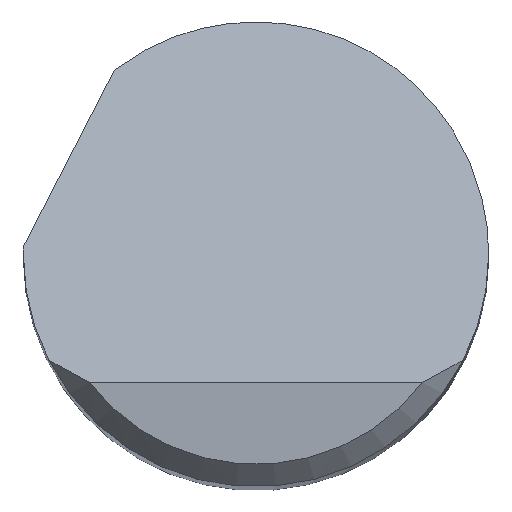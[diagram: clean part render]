
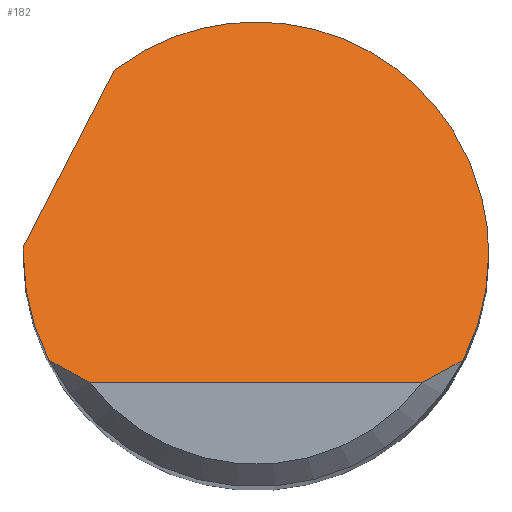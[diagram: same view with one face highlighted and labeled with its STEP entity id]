
A CAD part, top view. The second image highlights one B-rep face of the part: STEP entity #182.
In plain terms, the highlighted planar face has unit normal (0, 0.707, 0.707).
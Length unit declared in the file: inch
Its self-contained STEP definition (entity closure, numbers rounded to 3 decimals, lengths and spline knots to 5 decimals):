
#21 = ORIENTED_EDGE ( 'NONE', *, *, #79, .T. ) ;
#46 = CARTESIAN_POINT ( 'NONE',  ( 0.11186, -0.08625, 2. ) ) ;
#47 = EDGE_CURVE ( 'NONE', #683, #71, #523, .T. ) ;
#59 = EDGE_CURVE ( 'NONE', #71, #149, #698, .T. ) ;
#69 =( BOUNDED_CURVE ( )  B_SPLINE_CURVE ( 3, ( #592, #646, #195, #526 ),
 .UNSPECIFIED., .F., .F. ) 
 B_SPLINE_CURVE_WITH_KNOTS ( ( 4, 4 ),
 ( 4.23889, 4.71239 ),
 .UNSPECIFIED. ) 
 CURVE ( )  GEOMETRIC_REPRESENTATION_ITEM ( )  RATIONAL_B_SPLINE_CURVE ( ( 1., 0.981, 0.981, 1. ) ) 
 REPRESENTATION_ITEM ( '' )  );
#71 = VERTEX_POINT ( 'NONE', #308 ) ;
#79 = EDGE_CURVE ( 'NONE', #149, #693, #625, .T. ) ;
#83 = CARTESIAN_POINT ( 'NONE',  ( 0., -0.08625, 2. ) ) ;
#86 = EDGE_CURVE ( 'NONE', #486, #113, #266, .T. ) ;
#90 = CARTESIAN_POINT ( 'NONE',  ( 0.15625, 0.1488, 1.76495 ) ) ;
#93 = CARTESIAN_POINT ( 'NONE',  ( 0.13906, -0.07125, 1.985 ) ) ;
#113 = VERTEX_POINT ( 'NONE', #663 ) ;
#115 = VECTOR ( 'NONE', #363, 39.37008 ) ;
#118 = LINE ( 'NONE', #343, #208 ) ;
#119 = ORIENTED_EDGE ( 'NONE', *, *, #47, .T. ) ;
#149 = VERTEX_POINT ( 'NONE', #715 ) ;
#158 = CARTESIAN_POINT ( 'NONE',  ( -0.15625, -0.08625, 2. ) ) ;
#164 = CARTESIAN_POINT ( 'NONE',  ( 0.13906, -0.07125, 1.985 ) ) ;
#171 = CARTESIAN_POINT ( 'NONE',  ( -0.15625, 0., 1.91375 ) ) ;
#181 = DIRECTION ( 'NONE',  ( 0.341, 0.665, -0.665 ) ) ;
#182 = ADVANCED_FACE ( 'NONE', ( #437 ), #667, .F. ) ;
#194 = CARTESIAN_POINT ( 'NONE',  ( -0.13906, -0.07125, 1.985 ) ) ;
#195 = CARTESIAN_POINT ( 'NONE',  ( -0.15625, -0.02489, 1.93864 ) ) ;
#204 = EDGE_LOOP ( 'NONE', ( #525, #21, #676, #237, #284, #338, #249, #119 ) ) ;
#208 = VECTOR ( 'NONE', #181, 39.37008 ) ;
#215 = CARTESIAN_POINT ( 'NONE',  ( -0.15617, 0.005, 1.90875 ) ) ;
#237 = ORIENTED_EDGE ( 'NONE', *, *, #382, .F. ) ;
#244 = CARTESIAN_POINT ( 'NONE',  ( -0.09521, 0.12389, 1.78986 ) ) ;
#249 = ORIENTED_EDGE ( 'NONE', *, *, #288, .F. ) ;
#257 = VERTEX_POINT ( 'NONE', #244 ) ;
#266 =( BOUNDED_CURVE ( )  B_SPLINE_CURVE ( 3, ( #489, #727, #621, #215 ),
 .UNSPECIFIED., .F., .T. ) 
 B_SPLINE_CURVE_WITH_KNOTS ( ( 4, 4 ),
 ( 4.71239, 4.74439 ),
 .UNSPECIFIED. ) 
 CURVE ( )  GEOMETRIC_REPRESENTATION_ITEM ( )  RATIONAL_B_SPLINE_CURVE ( ( 1., 1., 1., 1. ) ) 
 REPRESENTATION_ITEM ( '' )  );
#284 = ORIENTED_EDGE ( 'NONE', *, *, #610, .F. ) ;
#288 = EDGE_CURVE ( 'NONE', #683, #486, #69, .T. ) ;
#308 = CARTESIAN_POINT ( 'NONE',  ( -0.11186, -0.08625, 2. ) ) ;
#311 = CARTESIAN_POINT ( 'NONE',  ( 0.13035, -0.07657, 1.99032 ) ) ;
#319 = CARTESIAN_POINT ( 'NONE',  ( -0.13906, -0.07125, 1.985 ) ) ;
#326 = CARTESIAN_POINT ( 'NONE',  ( -0.09521, 0.12389, 1.78986 ) ) ;
#330 = CARTESIAN_POINT ( 'NONE',  ( 0.15625, 0., 1.91375 ) ) ;
#338 = ORIENTED_EDGE ( 'NONE', *, *, #86, .F. ) ;
#343 = CARTESIAN_POINT ( 'NONE',  ( -0.19753, -0.07567, 1.98942 ) ) ;
#348 = EDGE_CURVE ( 'NONE', #500, #693, #502, .T. ) ;
#363 = DIRECTION ( 'NONE',  ( 1., 0., 0. ) ) ;
#374 = CARTESIAN_POINT ( 'NONE',  ( 0.12131, -0.0816, 1.99535 ) ) ;
#379 = DIRECTION ( 'NONE',  ( 0., -0.707, -0.707 ) ) ;
#382 = EDGE_CURVE ( 'NONE', #257, #500, #475, .T. ) ;
#437 = FACE_OUTER_BOUND ( 'NONE', #204, .T. ) ;
#466 = CARTESIAN_POINT ( 'NONE',  ( -0.13035, -0.07657, 1.99032 ) ) ;
#475 =( BOUNDED_CURVE ( )  B_SPLINE_CURVE ( 3, ( #326, #664, #90, #549 ),
 .UNSPECIFIED., .F., .T. ) 
 B_SPLINE_CURVE_WITH_KNOTS ( ( 4, 4 ),
 ( 5.62792, 7.85398 ),
 .UNSPECIFIED. ) 
 CURVE ( )  GEOMETRIC_REPRESENTATION_ITEM ( )  RATIONAL_B_SPLINE_CURVE ( ( 1., 0.628, 0.628, 1. ) ) 
 REPRESENTATION_ITEM ( '' )  );
#486 = VERTEX_POINT ( 'NONE', #171 ) ;
#489 = CARTESIAN_POINT ( 'NONE',  ( -0.15625, 0., 1.91375 ) ) ;
#494 = CARTESIAN_POINT ( 'NONE',  ( 0.15625, 0., 1.91375 ) ) ;
#500 = VERTEX_POINT ( 'NONE', #330 ) ;
#502 =( BOUNDED_CURVE ( )  B_SPLINE_CURVE ( 3, ( #494, #623, #613, #93 ),
 .UNSPECIFIED., .F., .F. ) 
 B_SPLINE_CURVE_WITH_KNOTS ( ( 4, 4 ),
 ( 1.5708, 2.04429 ),
 .UNSPECIFIED. ) 
 CURVE ( )  GEOMETRIC_REPRESENTATION_ITEM ( )  RATIONAL_B_SPLINE_CURVE ( ( 1., 0.981, 0.981, 1. ) ) 
 REPRESENTATION_ITEM ( '' )  );
#523 = B_SPLINE_CURVE_WITH_KNOTS ( 'NONE', 3,
 ( #194, #466, #651, #600 ),
 .UNSPECIFIED., .F., .F.,
 ( 4, 4 ),
 ( 0., 0.00088 ),
 .UNSPECIFIED. ) ;
#525 = ORIENTED_EDGE ( 'NONE', *, *, #59, .T. ) ;
#526 = CARTESIAN_POINT ( 'NONE',  ( -0.15625, 0., 1.91375 ) ) ;
#548 = CARTESIAN_POINT ( 'NONE',  ( 0.13906, -0.07125, 1.985 ) ) ;
#549 = CARTESIAN_POINT ( 'NONE',  ( 0.15625, 0., 1.91375 ) ) ;
#592 = CARTESIAN_POINT ( 'NONE',  ( -0.13906, -0.07125, 1.985 ) ) ;
#600 = CARTESIAN_POINT ( 'NONE',  ( -0.11186, -0.08625, 2. ) ) ;
#610 = EDGE_CURVE ( 'NONE', #113, #257, #118, .T. ) ;
#613 = CARTESIAN_POINT ( 'NONE',  ( 0.15041, -0.04909, 1.96284 ) ) ;
#615 = DIRECTION ( 'NONE',  ( 0., 0.707, -0.707 ) ) ;
#621 = CARTESIAN_POINT ( 'NONE',  ( -0.15622, 0.00333, 1.91042 ) ) ;
#623 = CARTESIAN_POINT ( 'NONE',  ( 0.15625, -0.02489, 1.93864 ) ) ;
#625 = B_SPLINE_CURVE_WITH_KNOTS ( 'NONE', 3,
 ( #46, #374, #311, #548 ),
 .UNSPECIFIED., .F., .F.,
 ( 4, 4 ),
 ( 0., 0.00088 ),
 .UNSPECIFIED. ) ;
#646 = CARTESIAN_POINT ( 'NONE',  ( -0.15041, -0.04909, 1.96284 ) ) ;
#651 = CARTESIAN_POINT ( 'NONE',  ( -0.12131, -0.0816, 1.99535 ) ) ;
#663 = CARTESIAN_POINT ( 'NONE',  ( -0.15617, 0.005, 1.90875 ) ) ;
#664 = CARTESIAN_POINT ( 'NONE',  ( 0.02277, 0.21456, 1.69919 ) ) ;
#667 = PLANE ( 'NONE',  #690 ) ;
#676 = ORIENTED_EDGE ( 'NONE', *, *, #348, .F. ) ;
#683 = VERTEX_POINT ( 'NONE', #319 ) ;
#690 = AXIS2_PLACEMENT_3D ( 'NONE', #158, #379, #615 ) ;
#693 = VERTEX_POINT ( 'NONE', #164 ) ;
#698 = LINE ( 'NONE', #83, #115 ) ;
#715 = CARTESIAN_POINT ( 'NONE',  ( 0.11186, -0.08625, 2. ) ) ;
#727 = CARTESIAN_POINT ( 'NONE',  ( -0.15625, 0.00167, 1.91208 ) ) ;
